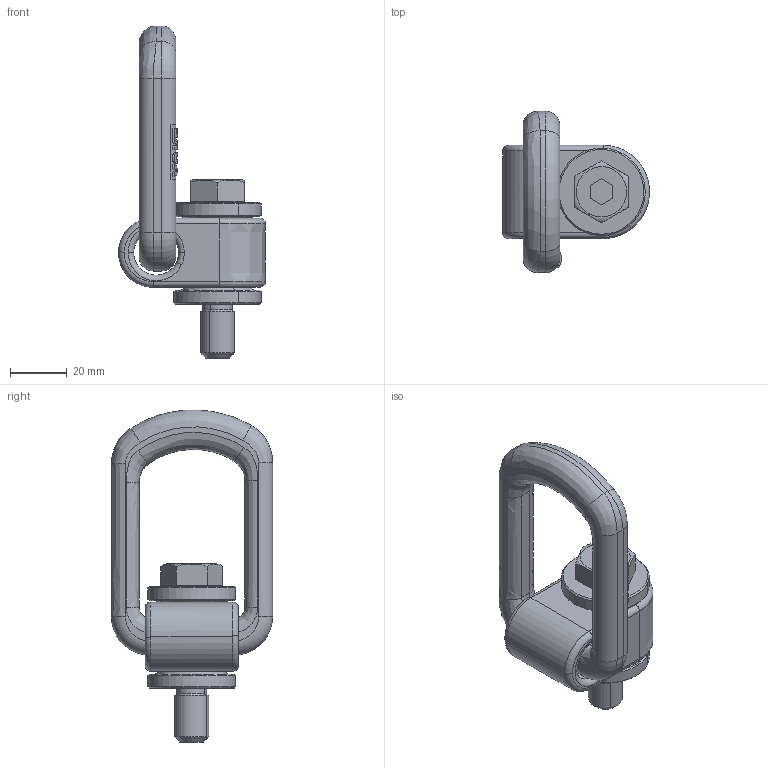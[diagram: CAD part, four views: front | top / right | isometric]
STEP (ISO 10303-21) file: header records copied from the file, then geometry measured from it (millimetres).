
FILE_DESCRIPTION(('CATIA V5 STEP Exchange'),'2;1');
FILE_NAME('8-212-010.stp','2017-06-16T07:31:22+00:00',('none'),('none'),'CATIA Version 5 Release 21 GA (IN-10)','CATIA V5 STEP AP203','none');
FILE_SCHEMA(('CONFIG_CONTROL_DESIGN'));
Length unit declared in the file: millimetre
Products named in the file (1): 8-212-010
Assembly tree (4 placements, depth 2):
  8-212-010
    #58
    #1353
    #2150
    #15065
Bounding box: 51.97 x 57 x 117.46 mm (x, y, z)
Volume: 69199.1 mm3; surface area: 26483.1 mm2
Topology: 4 solids, 4 shells, 345 faces, 928 edges, 597 vertices
Faces by surface type: plane 220, cylinder 39, torus 37, bspline 34, cone 14, extrusion 1
Entity records: 16133 total; most frequent: CARTESIAN_POINT 8480, ORIENTED_EDGE 1856, DIRECTION 1071, EDGE_CURVE 928, VERTEX_POINT 597, B_SPLINE_CURVE_WITH_KNOTS 467, AXIS2_PLACEMENT_3D 449, EDGE_LOOP 359
